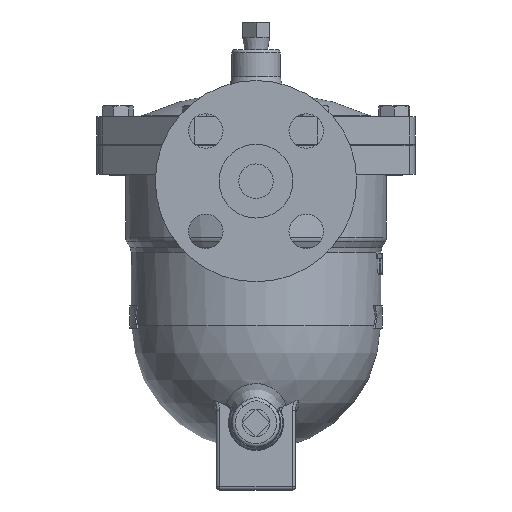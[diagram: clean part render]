
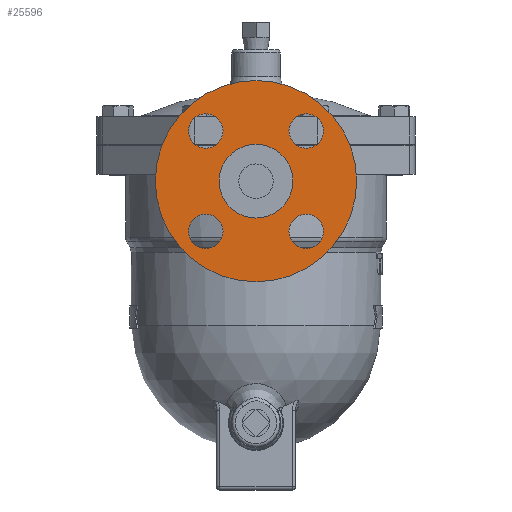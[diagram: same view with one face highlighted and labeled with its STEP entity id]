
A CAD part, left-side view. The second image highlights one B-rep face of the part: STEP entity #25596.
In plain terms, the highlighted free-form (B-spline) face has degree [1, 1] with [2, 2] control points.
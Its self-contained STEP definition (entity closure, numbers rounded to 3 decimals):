
#25429=CARTESIAN_POINT('',(-128.4,0.,-79.5));
#25430=VERTEX_POINT('',#25429);
#25431=CARTESIAN_POINT('',(-128.4,0.0,-21.0));
#25432=DIRECTION('',(1.0,0.0,0.0));
#25433=DIRECTION('',(0.0,0.0,1.0));
#25434=AXIS2_PLACEMENT_3D('',#25431,#25432,#25433);
#25435=CIRCLE('',#25434,58.5);
#25436=EDGE_CURVE('',#25430,#25430,#25435,.T.);
#25449=CARTESIAN_POINT('',(-128.4,-39.168,8.168));
#25450=VERTEX_POINT('',#25449);
#25451=CARTESIAN_POINT('',(-128.4,-29.168,8.168));
#25452=DIRECTION('',(1.0,0.0,0.0));
#25453=DIRECTION('',(0.0,1.0,0.0));
#25454=AXIS2_PLACEMENT_3D('',#25451,#25452,#25453);
#25455=CIRCLE('',#25454,10.0);
#25456=EDGE_CURVE('',#25450,#25450,#25455,.T.);
#25469=CARTESIAN_POINT('',(-128.4,-29.168,-60.168));
#25470=VERTEX_POINT('',#25469);
#25471=CARTESIAN_POINT('',(-128.4,-29.168,-50.168));
#25472=DIRECTION('',(1.0,0.0,0.0));
#25473=DIRECTION('',(0.0,0.0,1.0));
#25474=AXIS2_PLACEMENT_3D('',#25471,#25472,#25473);
#25475=CIRCLE('',#25474,10.0);
#25476=EDGE_CURVE('',#25470,#25470,#25475,.T.);
#25489=CARTESIAN_POINT('',(-128.4,39.168,-50.168));
#25490=VERTEX_POINT('',#25489);
#25491=CARTESIAN_POINT('',(-128.4,29.168,-50.168));
#25492=DIRECTION('',(1.0,0.0,0.0));
#25493=DIRECTION('',(0.0,-1.0,0.0));
#25494=AXIS2_PLACEMENT_3D('',#25491,#25492,#25493);
#25495=CIRCLE('',#25494,10.0);
#25496=EDGE_CURVE('',#25490,#25490,#25495,.T.);
#25512=CARTESIAN_POINT('',(-128.4,29.168,18.168));
#25513=VERTEX_POINT('',#25512);
#25514=CARTESIAN_POINT('',(-128.4,29.168,8.168));
#25515=DIRECTION('',(1.0,0.0,0.0));
#25516=DIRECTION('',(0.0,0.0,-1.0));
#25517=AXIS2_PLACEMENT_3D('',#25514,#25515,#25516);
#25518=CIRCLE('',#25517,10.0);
#25519=EDGE_CURVE('',#25513,#25513,#25518,.T.);
#25550=CARTESIAN_POINT('',(-128.4,0.,-42.45));
#25551=VERTEX_POINT('',#25550);
#25552=CARTESIAN_POINT('',(-128.4,0.0,-21.0));
#25553=DIRECTION('',(1.0,0.0,0.0));
#25554=DIRECTION('',(0.0,0.0,1.0));
#25555=AXIS2_PLACEMENT_3D('',#25552,#25553,#25554);
#25556=CIRCLE('',#25555,21.45);
#25557=EDGE_CURVE('',#25551,#25551,#25556,.T.);
#25573=CARTESIAN_POINT('',(-128.4,58.5,-79.5));
#25574=CARTESIAN_POINT('',(-128.4,58.5,37.5));
#25575=CARTESIAN_POINT('',(-128.4,-58.5,-79.5));
#25576=CARTESIAN_POINT('',(-128.4,-58.5,37.5));
#25577=B_SPLINE_SURFACE_WITH_KNOTS('',1,1,((#25573,#25575),(#25574,#25576)),.UNSPECIFIED.,.F.,.F.,.U.,(2,2),(2,2),(0.0,117.),(0.0,117.),.UNSPECIFIED.);
#25578=ORIENTED_EDGE('',*,*,#25436,.F.);
#25579=EDGE_LOOP('',(#25578));
#25580=FACE_OUTER_BOUND('',#25579,.T.);
#25581=ORIENTED_EDGE('',*,*,#25456,.T.);
#25582=EDGE_LOOP('',(#25581));
#25583=FACE_BOUND('',#25582,.T.);
#25584=ORIENTED_EDGE('',*,*,#25476,.T.);
#25585=EDGE_LOOP('',(#25584));
#25586=FACE_BOUND('',#25585,.T.);
#25587=ORIENTED_EDGE('',*,*,#25496,.T.);
#25588=EDGE_LOOP('',(#25587));
#25589=FACE_BOUND('',#25588,.T.);
#25590=ORIENTED_EDGE('',*,*,#25519,.T.);
#25591=EDGE_LOOP('',(#25590));
#25592=FACE_BOUND('',#25591,.T.);
#25593=ORIENTED_EDGE('',*,*,#25557,.T.);
#25594=EDGE_LOOP('',(#25593));
#25595=FACE_BOUND('',#25594,.T.);
#25596=ADVANCED_FACE('',(#25580,#25583,#25586,#25589,#25592,#25595),#25577,.F.);
